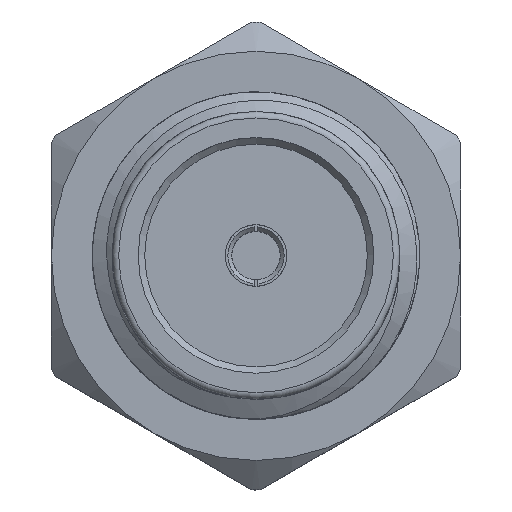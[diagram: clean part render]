
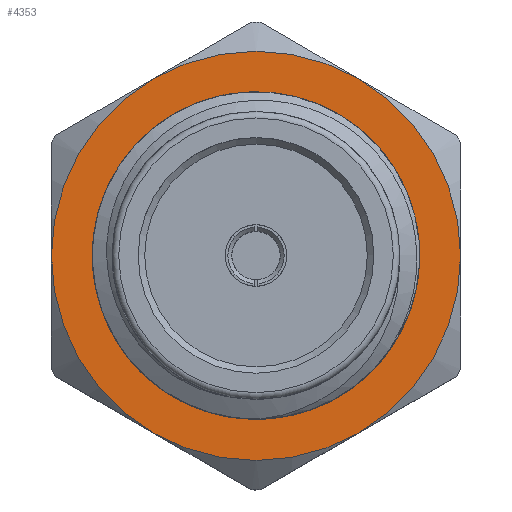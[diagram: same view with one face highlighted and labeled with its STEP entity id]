
A CAD part, top view. The second image highlights one B-rep face of the part: STEP entity #4353.
In plain terms, the highlighted planar face has unit normal (0, 0, 1).
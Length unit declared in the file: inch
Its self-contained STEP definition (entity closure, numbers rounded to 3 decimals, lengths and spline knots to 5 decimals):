
#30 = CARTESIAN_POINT ( 'NONE',  ( 0.10989, 0., 0.04724 ) ) ;
#32 = AXIS2_PLACEMENT_3D ( 'NONE', #2254, #4948, #4541 ) ;
#377 = ORIENTED_EDGE ( 'NONE', *, *, #3394, .T. ) ;
#403 = VERTEX_POINT ( 'NONE', #3232 ) ;
#467 = CARTESIAN_POINT ( 'NONE',  ( -0.07813, 0.13532, 0.04724 ) ) ;
#499 = VERTEX_POINT ( 'NONE', #5201 ) ;
#654 = DIRECTION ( 'NONE',  ( 1., 0., 0. ) ) ;
#889 = DIRECTION ( 'NONE',  ( 0., 0., 1. ) ) ;
#962 = DIRECTION ( 'NONE',  ( 0., 0., 1. ) ) ;
#1033 = DIRECTION ( 'NONE',  ( 0., 0., 1. ) ) ;
#1160 = AXIS2_PLACEMENT_3D ( 'NONE', #5887, #889, #2743 ) ;
#1264 = CIRCLE ( 'NONE', #4337, 0.15625 ) ;
#1276 = DIRECTION ( 'NONE',  ( 0., 0., -1. ) ) ;
#1298 = CARTESIAN_POINT ( 'NONE',  ( 0., 0., 0.04724 ) ) ;
#1514 = CARTESIAN_POINT ( 'NONE',  ( 0.07813, 0.13532, 0.04724 ) ) ;
#1527 = DIRECTION ( 'NONE',  ( 0., 0., 1. ) ) ;
#1547 = CARTESIAN_POINT ( 'NONE',  ( 0., 0., 0.04724 ) ) ;
#1586 = EDGE_CURVE ( 'NONE', #3015, #1690, #4360, .T. ) ;
#1663 = CIRCLE ( 'NONE', #32, 0.15625 ) ;
#1690 = VERTEX_POINT ( 'NONE', #467 ) ;
#1813 = AXIS2_PLACEMENT_3D ( 'NONE', #4270, #1527, #3379 ) ;
#1906 = CARTESIAN_POINT ( 'NONE',  ( 0., 0., 0.04724 ) ) ;
#1980 = ORIENTED_EDGE ( 'NONE', *, *, #5138, .T. ) ;
#2038 = EDGE_CURVE ( 'NONE', #403, #4810, #1663, .T. ) ;
#2144 = CARTESIAN_POINT ( 'NONE',  ( 0., 0., 0.04724 ) ) ;
#2226 = AXIS2_PLACEMENT_3D ( 'NONE', #5772, #1276, #4504 ) ;
#2235 = DIRECTION ( 'NONE',  ( 0., 0., 1. ) ) ;
#2254 = CARTESIAN_POINT ( 'NONE',  ( 0., 0., 0.04724 ) ) ;
#2303 = CARTESIAN_POINT ( 'NONE',  ( 0.07813, -0.13532, 0.04724 ) ) ;
#2436 = ORIENTED_EDGE ( 'NONE', *, *, #1586, .T. ) ;
#2476 = EDGE_LOOP ( 'NONE', ( #1980, #2792, #2436, #4176, #2667, #2738 ) ) ;
#2530 = PLANE ( 'NONE',  #3718 ) ;
#2667 = ORIENTED_EDGE ( 'NONE', *, *, #3558, .T. ) ;
#2697 = DIRECTION ( 'NONE',  ( 1., 0., 0. ) ) ;
#2738 = ORIENTED_EDGE ( 'NONE', *, *, #2038, .T. ) ;
#2743 = DIRECTION ( 'NONE',  ( 1., 0., 0. ) ) ;
#2757 = VERTEX_POINT ( 'NONE', #4919 ) ;
#2792 = ORIENTED_EDGE ( 'NONE', *, *, #5258, .T. ) ;
#2842 = AXIS2_PLACEMENT_3D ( 'NONE', #1298, #962, #5014 ) ;
#3015 = VERTEX_POINT ( 'NONE', #1514 ) ;
#3112 = CIRCLE ( 'NONE', #1160, 0.15625 ) ;
#3232 = CARTESIAN_POINT ( 'NONE',  ( -0.07813, -0.13532, 0.04724 ) ) ;
#3379 = DIRECTION ( 'NONE',  ( 1., 0., 0. ) ) ;
#3394 = EDGE_CURVE ( 'NONE', #3767, #3767, #4535, .T. ) ;
#3538 = EDGE_LOOP ( 'NONE', ( #377 ) ) ;
#3558 = EDGE_CURVE ( 'NONE', #499, #403, #3112, .T. ) ;
#3559 = CIRCLE ( 'NONE', #4310, 0.15625 ) ;
#3718 = AXIS2_PLACEMENT_3D ( 'NONE', #1547, #4291, #654 ) ;
#3748 = DIRECTION ( 'NONE',  ( 1., 0., 0. ) ) ;
#3767 = VERTEX_POINT ( 'NONE', #30 ) ;
#3828 = EDGE_CURVE ( 'NONE', #1690, #499, #1264, .T. ) ;
#4176 = ORIENTED_EDGE ( 'NONE', *, *, #3828, .T. ) ;
#4270 = CARTESIAN_POINT ( 'NONE',  ( 0., 0., 0.04724 ) ) ;
#4291 = DIRECTION ( 'NONE',  ( 0., 0., 1. ) ) ;
#4310 = AXIS2_PLACEMENT_3D ( 'NONE', #2144, #2235, #2697 ) ;
#4337 = AXIS2_PLACEMENT_3D ( 'NONE', #1906, #1033, #3748 ) ;
#4353 = ADVANCED_FACE ( 'NONE', ( #5653, #5715 ), #2530, .T. ) ;
#4360 = CIRCLE ( 'NONE', #2842, 0.15625 ) ;
#4504 = DIRECTION ( 'NONE',  ( 1., 0., 0. ) ) ;
#4535 = CIRCLE ( 'NONE', #2226, 0.10989 ) ;
#4541 = DIRECTION ( 'NONE',  ( 1., 0., 0. ) ) ;
#4810 = VERTEX_POINT ( 'NONE', #2303 ) ;
#4919 = CARTESIAN_POINT ( 'NONE',  ( 0.15625, 0., 0.04724 ) ) ;
#4948 = DIRECTION ( 'NONE',  ( 0., 0., 1. ) ) ;
#5014 = DIRECTION ( 'NONE',  ( 1., 0., 0. ) ) ;
#5138 = EDGE_CURVE ( 'NONE', #4810, #2757, #5160, .T. ) ;
#5160 = CIRCLE ( 'NONE', #1813, 0.15625 ) ;
#5201 = CARTESIAN_POINT ( 'NONE',  ( -0.15625, 0., 0.04724 ) ) ;
#5258 = EDGE_CURVE ( 'NONE', #2757, #3015, #3559, .T. ) ;
#5653 = FACE_OUTER_BOUND ( 'NONE', #2476, .T. ) ;
#5715 = FACE_BOUND ( 'NONE', #3538, .T. ) ;
#5772 = CARTESIAN_POINT ( 'NONE',  ( 0., 0., 0.04724 ) ) ;
#5887 = CARTESIAN_POINT ( 'NONE',  ( 0., 0., 0.04724 ) ) ;
